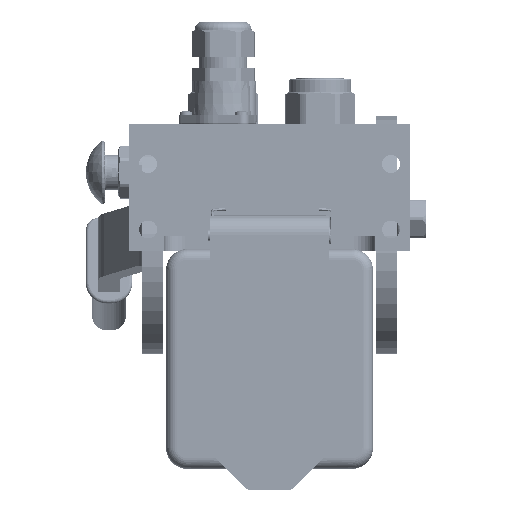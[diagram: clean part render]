
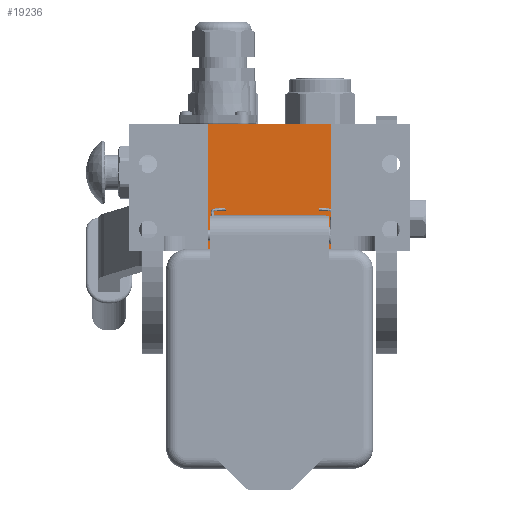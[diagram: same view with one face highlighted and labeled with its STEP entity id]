
A CAD part, left-side view. The second image highlights one B-rep face of the part: STEP entity #19236.
In plain terms, the highlighted face is planar.
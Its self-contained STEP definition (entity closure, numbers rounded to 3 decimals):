
#8944 = CARTESIAN_POINT ( 'NONE',  ( 29., 0., -107.5 ) ) ;
#14062 = DIRECTION ( 'NONE',  ( 0., 1., 0. ) ) ;
#14359 = EDGE_CURVE ( 'NONE', #60546, #33689, #157230, .T. ) ;
#17744 = EDGE_CURVE ( 'NONE', #123890, #25092, #105298, .T. ) ;
#19236 = ADVANCED_FACE ( 'NONE', ( #108134 ), #88677, .T. ) ;
#21724 = DIRECTION ( 'NONE',  ( 0., 1., 0. ) ) ;
#25092 = VERTEX_POINT ( 'NONE', #141900 ) ;
#29578 = VECTOR ( 'NONE', #14062, 1000. ) ;
#32902 = DIRECTION ( 'NONE',  ( -1., 0., 0. ) ) ;
#33689 = VERTEX_POINT ( 'NONE', #90765 ) ;
#39950 = ORIENTED_EDGE ( 'NONE', *, *, #91875, .T. ) ;
#52467 = CARTESIAN_POINT ( 'NONE',  ( 29., 0., -107.5 ) ) ;
#59613 = CARTESIAN_POINT ( 'NONE',  ( 29., 60.2, -107.5 ) ) ;
#60546 = VERTEX_POINT ( 'NONE', #100466 ) ;
#63892 = LINE ( 'NONE', #109811, #29578 ) ;
#63943 = ORIENTED_EDGE ( 'NONE', *, *, #69506, .F. ) ;
#69506 = EDGE_CURVE ( 'NONE', #123890, #60546, #146920, .T. ) ;
#71248 = CARTESIAN_POINT ( 'NONE',  ( 29., 0., -107.5 ) ) ;
#74583 = VECTOR ( 'NONE', #21724, 1000. ) ;
#75917 = VECTOR ( 'NONE', #32902, 1000. ) ;
#76441 = DIRECTION ( 'NONE',  ( -1., 0., 0. ) ) ;
#88677 = PLANE ( 'NONE',  #109363 ) ;
#89206 = DIRECTION ( 'NONE',  ( 0., 0., -1. ) ) ;
#90765 = CARTESIAN_POINT ( 'NONE',  ( -29., 60.2, -107.5 ) ) ;
#91875 = EDGE_CURVE ( 'NONE', #25092, #33689, #63892, .T. ) ;
#94039 = CARTESIAN_POINT ( 'NONE',  ( 29., 0., -107.5 ) ) ;
#94617 = EDGE_LOOP ( 'NONE', ( #39950, #97771, #63943, #100894 ) ) ;
#97771 = ORIENTED_EDGE ( 'NONE', *, *, #14359, .F. ) ;
#100466 = CARTESIAN_POINT ( 'NONE',  ( 29., 60.2, -107.5 ) ) ;
#100894 = ORIENTED_EDGE ( 'NONE', *, *, #17744, .T. ) ;
#105298 = LINE ( 'NONE', #94039, #75917 ) ;
#107530 = DIRECTION ( 'NONE',  ( -1., 0., 0. ) ) ;
#108134 = FACE_OUTER_BOUND ( 'NONE', #94617, .T. ) ;
#109363 = AXIS2_PLACEMENT_3D ( 'NONE', #52467, #89206, #76441 ) ;
#109811 = CARTESIAN_POINT ( 'NONE',  ( -29., 0., -107.5 ) ) ;
#122940 = VECTOR ( 'NONE', #107530, 1000. ) ;
#123890 = VERTEX_POINT ( 'NONE', #71248 ) ;
#141900 = CARTESIAN_POINT ( 'NONE',  ( -29., 0., -107.5 ) ) ;
#146920 = LINE ( 'NONE', #8944, #74583 ) ;
#157230 = LINE ( 'NONE', #59613, #122940 ) ;
